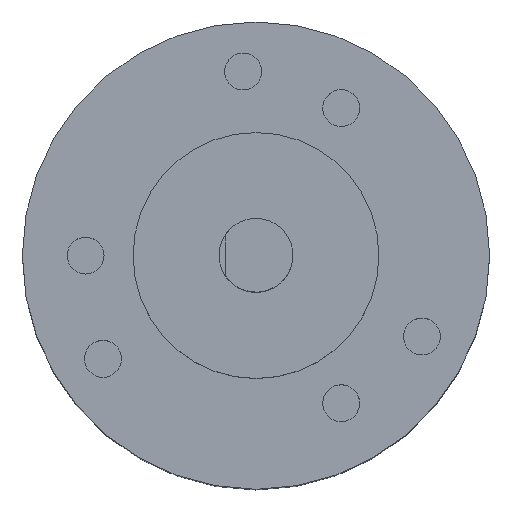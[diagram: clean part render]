
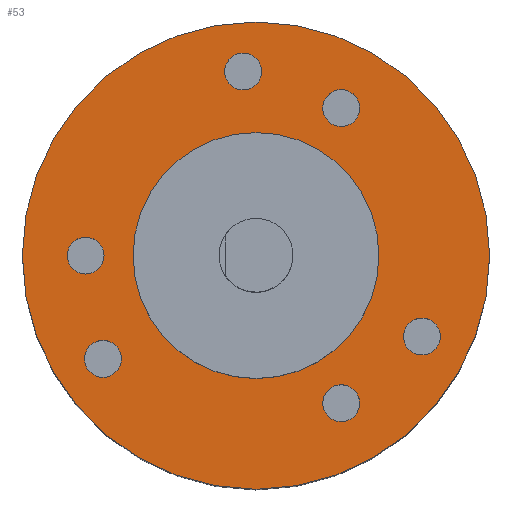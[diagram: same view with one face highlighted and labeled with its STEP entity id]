
A CAD part, top view. The second image highlights one B-rep face of the part: STEP entity #53.
In plain terms, the highlighted planar face has unit normal (0, 0, 1).
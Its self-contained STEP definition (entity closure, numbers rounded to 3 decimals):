
#53=ADVANCED_FACE('',(#122,#124,#126,#128,#130,#132,#134,#136),#138,.T.);
#122=FACE_BOUND('',#123,.T.);
#123=EDGE_LOOP('',(#303));
#124=FACE_BOUND('',#125,.T.);
#125=EDGE_LOOP('',(#304));
#126=FACE_BOUND('',#127,.T.);
#127=EDGE_LOOP('',(#305));
#128=FACE_BOUND('',#129,.T.);
#129=EDGE_LOOP('',(#306));
#130=FACE_BOUND('',#131,.T.);
#131=EDGE_LOOP('',(#307));
#132=FACE_BOUND('',#133,.T.);
#133=EDGE_LOOP('',(#308));
#134=FACE_BOUND('',#135,.T.);
#135=EDGE_LOOP('',(#309));
#136=FACE_BOUND('',#137,.T.);
#137=EDGE_LOOP('',(#310));
#138=PLANE('',#139);
#139=AXIS2_PLACEMENT_3D('',#140,#141,#142);
#140=CARTESIAN_POINT('',(0.,0.,34.));
#141=DIRECTION('',(0.,0.,1.));
#142=DIRECTION('',(-1.,0.,0.));
#303=ORIENTED_EDGE('',*,*,#351,.T.);
#304=ORIENTED_EDGE('',*,*,#352,.T.);
#305=ORIENTED_EDGE('',*,*,#353,.T.);
#306=ORIENTED_EDGE('',*,*,#354,.T.);
#307=ORIENTED_EDGE('',*,*,#355,.T.);
#308=ORIENTED_EDGE('',*,*,#356,.T.);
#309=ORIENTED_EDGE('',*,*,#357,.T.);
#310=ORIENTED_EDGE('',*,*,#358,.F.);
#351=EDGE_CURVE('',#375,#375,#376,.T.);
#352=EDGE_CURVE('',#377,#377,#378,.F.);
#353=EDGE_CURVE('',#379,#379,#380,.F.);
#354=EDGE_CURVE('',#381,#381,#382,.F.);
#355=EDGE_CURVE('',#383,#383,#384,.F.);
#356=EDGE_CURVE('',#385,#385,#386,.F.);
#357=EDGE_CURVE('',#387,#387,#388,.F.);
#358=EDGE_CURVE('',#389,#389,#390,.T.);
#375=VERTEX_POINT('',#421);
#376=CIRCLE('',#422,19.);
#377=VERTEX_POINT('',#426);
#378=CIRCLE('',#427,1.5);
#379=VERTEX_POINT('',#431);
#380=CIRCLE('',#432,1.5);
#381=VERTEX_POINT('',#436);
#382=CIRCLE('',#437,1.5);
#383=VERTEX_POINT('',#441);
#384=CIRCLE('',#442,1.5);
#385=VERTEX_POINT('',#446);
#386=CIRCLE('',#447,1.5);
#387=VERTEX_POINT('',#451);
#388=CIRCLE('',#452,1.5);
#389=VERTEX_POINT('',#456);
#390=CIRCLE('',#457,10.);
#421=CARTESIAN_POINT('',(-19.,0.,34.));
#422=AXIS2_PLACEMENT_3D('',#423,#424,#425);
#423=CARTESIAN_POINT('',(0.,0.,34.));
#424=DIRECTION('',(0.,0.,1.));
#425=DIRECTION('',(-1.,0.,0.));
#426=CARTESIAN_POINT('',(5.428,-12.,34.));
#427=AXIS2_PLACEMENT_3D('',#428,#429,#430);
#428=CARTESIAN_POINT('',(6.928,-12.,34.));
#429=DIRECTION('',(0.,0.,1.));
#430=DIRECTION('',(-1.,0.,0.));
#431=CARTESIAN_POINT('',(11.992,-6.58,34.));
#432=AXIS2_PLACEMENT_3D('',#433,#434,#435);
#433=CARTESIAN_POINT('',(13.492,-6.58,34.));
#434=DIRECTION('',(0.,0.,1.));
#435=DIRECTION('',(-1.,0.,0.));
#436=CARTESIAN_POINT('',(-13.945,-8.394,34.));
#437=AXIS2_PLACEMENT_3D('',#438,#439,#440);
#438=CARTESIAN_POINT('',(-12.445,-8.394,34.));
#439=DIRECTION('',(0.,0.,1.));
#440=DIRECTION('',(-1.,0.,0.));
#441=CARTESIAN_POINT('',(-15.356,0.,34.));
#442=AXIS2_PLACEMENT_3D('',#443,#444,#445);
#443=CARTESIAN_POINT('',(-13.856,0.,34.));
#444=DIRECTION('',(0.,0.,1.));
#445=DIRECTION('',(-1.,0.,0.));
#446=CARTESIAN_POINT('',(5.428,12.,34.));
#447=AXIS2_PLACEMENT_3D('',#448,#449,#450);
#448=CARTESIAN_POINT('',(6.928,12.,34.));
#449=DIRECTION('',(0.,0.,1.));
#450=DIRECTION('',(-1.,0.,0.));
#451=CARTESIAN_POINT('',(-2.547,14.975,34.));
#452=AXIS2_PLACEMENT_3D('',#453,#454,#455);
#453=CARTESIAN_POINT('',(-1.047,14.975,34.));
#454=DIRECTION('',(0.,0.,1.));
#455=DIRECTION('',(-1.,0.,0.));
#456=CARTESIAN_POINT('',(-10.,0.,34.));
#457=AXIS2_PLACEMENT_3D('',#458,#459,#460);
#458=CARTESIAN_POINT('',(0.,0.,34.));
#459=DIRECTION('',(0.,0.,1.));
#460=DIRECTION('',(-1.,0.,0.));
